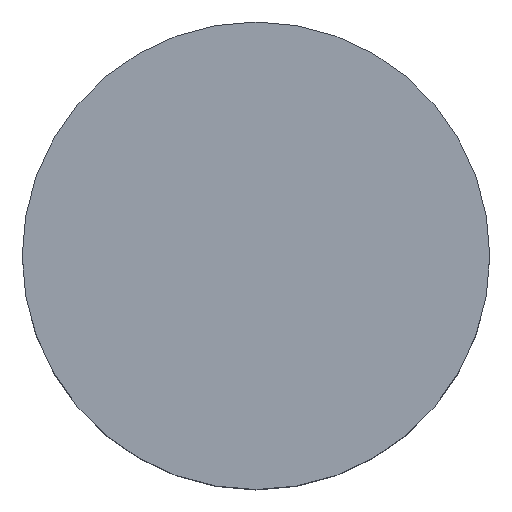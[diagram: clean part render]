
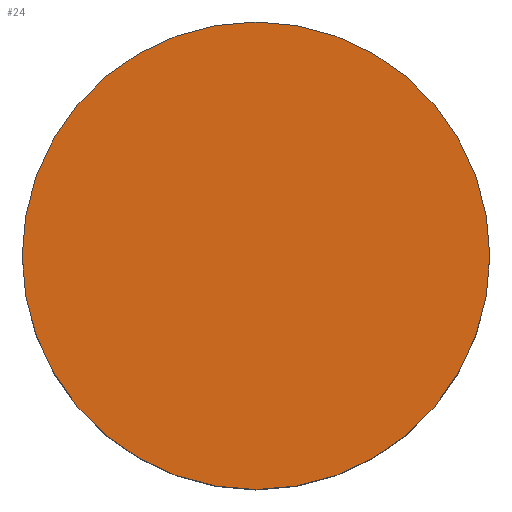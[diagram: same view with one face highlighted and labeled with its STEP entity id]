
A CAD part, top view. The second image highlights one B-rep face of the part: STEP entity #24.
In plain terms, the highlighted planar face has unit normal (0, 0, 1).
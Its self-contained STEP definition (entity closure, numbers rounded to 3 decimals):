
#10 = CARTESIAN_POINT ( 'NONE',  ( 0., 0., 0. ) ) ;
#14 = CARTESIAN_POINT ( 'NONE',  ( -2., 0., 0. ) ) ;
#15 = CIRCLE ( 'NONE', #196, 2. ) ;
#24 = ADVANCED_FACE ( 'NONE', ( #66 ), #139, .T. ) ;
#30 = VERTEX_POINT ( 'NONE', #14 ) ;
#42 = AXIS2_PLACEMENT_3D ( 'NONE', #206, #323, #288 ) ;
#44 = DIRECTION ( 'NONE',  ( 1., 0., 0. ) ) ;
#51 = VERTEX_POINT ( 'NONE', #313 ) ;
#53 = DIRECTION ( 'NONE',  ( 0., 0., 1. ) ) ;
#55 = CIRCLE ( 'NONE', #42, 2. ) ;
#66 = FACE_OUTER_BOUND ( 'NONE', #134, .T. ) ;
#103 = DIRECTION ( 'NONE',  ( 1., 0., 0. ) ) ;
#104 = AXIS2_PLACEMENT_3D ( 'NONE', #10, #195, #44 ) ;
#134 = EDGE_LOOP ( 'NONE', ( #349, #215 ) ) ;
#139 = PLANE ( 'NONE',  #104 ) ;
#195 = DIRECTION ( 'NONE',  ( 0., 0., 1. ) ) ;
#196 = AXIS2_PLACEMENT_3D ( 'NONE', #305, #53, #103 ) ;
#206 = CARTESIAN_POINT ( 'NONE',  ( 0., 0., 0. ) ) ;
#215 = ORIENTED_EDGE ( 'NONE', *, *, #353, .T. ) ;
#247 = EDGE_CURVE ( 'NONE', #51, #30, #55, .T. ) ;
#288 = DIRECTION ( 'NONE',  ( 1., 0., 0. ) ) ;
#305 = CARTESIAN_POINT ( 'NONE',  ( 0., 0., 0. ) ) ;
#313 = CARTESIAN_POINT ( 'NONE',  ( 2., 0., 0. ) ) ;
#323 = DIRECTION ( 'NONE',  ( 0., 0., 1. ) ) ;
#349 = ORIENTED_EDGE ( 'NONE', *, *, #247, .T. ) ;
#353 = EDGE_CURVE ( 'NONE', #30, #51, #15, .T. ) ;
